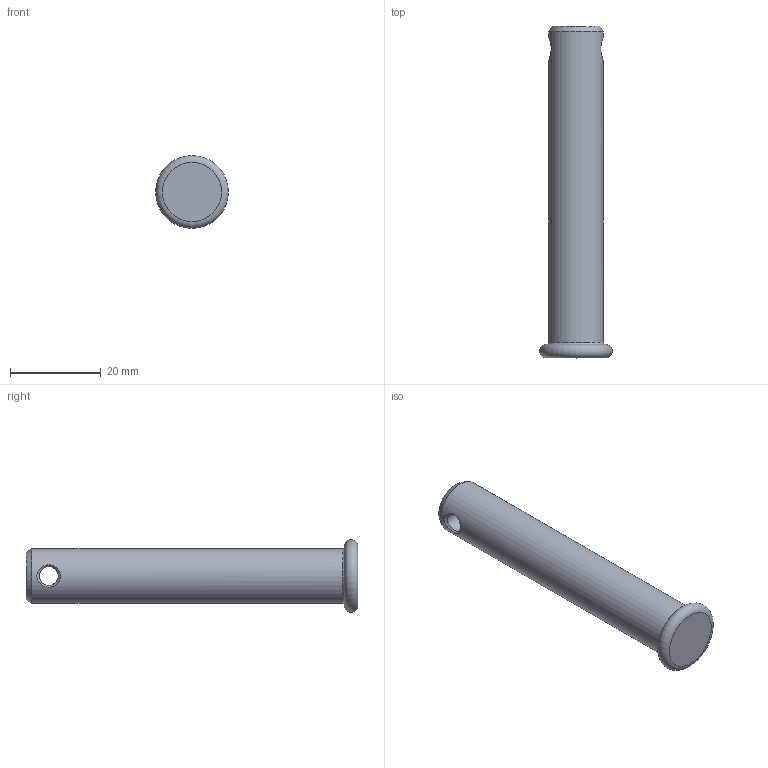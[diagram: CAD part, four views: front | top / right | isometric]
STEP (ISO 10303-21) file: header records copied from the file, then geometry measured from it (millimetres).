
FILE_DESCRIPTION(/* description */ ('Unknown'),/* implementation_level */ '2;1');
FILE_NAME(/* name */ 'GB_T882B-1986',/* time_stamp */ '2023-09-20T15:15:51+08:00',/* author */ ('Unknown'),/* organization */ ('Unknown'),/* preprocessor_version */ 'ST-DEVELOPER v16.7',/* originating_system */ 'Nex3D',/* authorisation */ 'Unknown');
FILE_SCHEMA (('AUTOMOTIVE_DESIGN {1 0 10303 214 3 1 1}'));
Length unit declared in the file: millimetre
Products named in the file (1): GB_T882B-1986
Bounding box: 15.99 x 73 x 15.99 mm (x, y, z)
Volume: 8285.3 mm3; surface area: 3208.4 mm2
Topology: 1 solids, 1 shells, 10 faces, 18 edges, 11 vertices
Faces by surface type: plane 3, cylinder 2, torus 2, bspline 2, cone 1
Full cylindrical faces by diameter (mm): 4.18 x1, 12 x1
Entity records: 565 total; most frequent: CARTESIAN_POINT 376, DIRECTION 30, ORIENTED_EDGE 20, EDGE_LOOP 20, FACE_BOUND 20, AXIS2_PLACEMENT_3D 15, EDGE_CURVE 10, VERTEX_POINT 10
